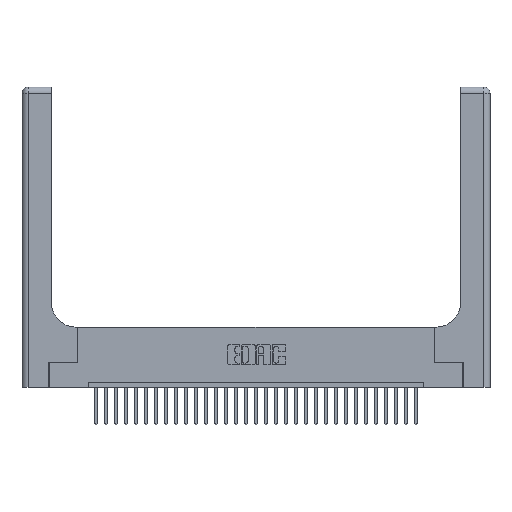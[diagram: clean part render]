
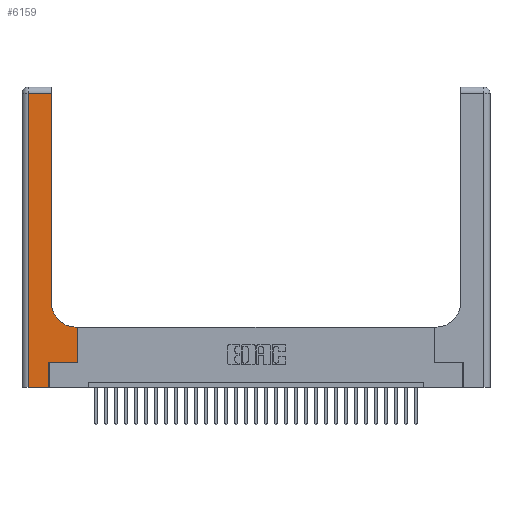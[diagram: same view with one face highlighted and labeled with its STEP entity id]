
A CAD part, top view. The second image highlights one B-rep face of the part: STEP entity #6159.
In plain terms, the highlighted planar face has unit normal (0, 0, 1).
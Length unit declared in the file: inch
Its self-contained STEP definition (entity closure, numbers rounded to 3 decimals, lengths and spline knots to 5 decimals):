
#465 = PLANE ( 'NONE',  #26574 ) ;
#585 = VERTEX_POINT ( 'NONE', #17701 ) ;
#829 = VERTEX_POINT ( 'NONE', #25696 ) ;
#1324 = CARTESIAN_POINT ( 'NONE',  ( 0., 2.94, 0.37 ) ) ;
#1424 = DIRECTION ( 'NONE',  ( 1., 0., 0. ) ) ;
#2451 = ORIENTED_EDGE ( 'NONE', *, *, #14505, .T. ) ;
#2455 = CARTESIAN_POINT ( 'NONE',  ( 0.269, 0., 0.37 ) ) ;
#3134 = VERTEX_POINT ( 'NONE', #22872 ) ;
#3703 = CARTESIAN_POINT ( 'NONE',  ( 0.269, 0., 0.37 ) ) ;
#3980 = DIRECTION ( 'NONE',  ( 0., 0., -1. ) ) ;
#4880 = CARTESIAN_POINT ( 'NONE',  ( 0.2915, 3., 0.37 ) ) ;
#5196 = VERTEX_POINT ( 'NONE', #7217 ) ;
#5841 = VECTOR ( 'NONE', #19560, 39.37008 ) ;
#6159 = ADVANCED_FACE ( 'NONE', ( #23800 ), #465, .F. ) ;
#6337 = EDGE_CURVE ( 'NONE', #5196, #28027, #15467, .T. ) ;
#7181 = CARTESIAN_POINT ( 'NONE',  ( 0.5585, 0.25, 0.37 ) ) ;
#7217 = CARTESIAN_POINT ( 'NONE',  ( 0.06, 2.94, 0.37 ) ) ;
#7736 = VERTEX_POINT ( 'NONE', #11698 ) ;
#8238 = CARTESIAN_POINT ( 'NONE',  ( 0., 0., 0.37 ) ) ;
#8964 = DIRECTION ( 'NONE',  ( 1., 0., 0. ) ) ;
#9419 = EDGE_CURVE ( 'NONE', #7736, #3134, #27743, .T. ) ;
#9504 = DIRECTION ( 'NONE',  ( 0., 1., 0. ) ) ;
#9511 = VECTOR ( 'NONE', #8964, 39.37008 ) ;
#9527 = CARTESIAN_POINT ( 'NONE',  ( 0.2915, 0.6, 0.37 ) ) ;
#10444 = ORIENTED_EDGE ( 'NONE', *, *, #29649, .T. ) ;
#11122 = LINE ( 'NONE', #2455, #16784 ) ;
#11358 = EDGE_CURVE ( 'NONE', #28027, #22908, #30228, .T. ) ;
#11380 = CIRCLE ( 'NONE', #27088, 0.25 ) ;
#11404 = EDGE_CURVE ( 'NONE', #3134, #585, #11380, .T. ) ;
#11656 = LINE ( 'NONE', #14288, #26028 ) ;
#11698 = CARTESIAN_POINT ( 'NONE',  ( 0.5585, 0.6, 0.37 ) ) ;
#12401 = LINE ( 'NONE', #7181, #28256 ) ;
#12717 = ORIENTED_EDGE ( 'NONE', *, *, #6337, .T. ) ;
#13700 = LINE ( 'NONE', #1324, #14842 ) ;
#13780 = CARTESIAN_POINT ( 'NONE',  ( 0.5415, 0.85, 0.37 ) ) ;
#14288 = CARTESIAN_POINT ( 'NONE',  ( 0.269, 0.25, 0.37 ) ) ;
#14372 = CARTESIAN_POINT ( 'NONE',  ( 0.06, 0., 0.37 ) ) ;
#14505 = EDGE_CURVE ( 'NONE', #24613, #829, #11656, .T. ) ;
#14842 = VECTOR ( 'NONE', #20591, 39.37008 ) ;
#15082 = VECTOR ( 'NONE', #17120, 39.37008 ) ;
#15467 = LINE ( 'NONE', #17012, #15082 ) ;
#15821 = ORIENTED_EDGE ( 'NONE', *, *, #11358, .T. ) ;
#16043 = ORIENTED_EDGE ( 'NONE', *, *, #11404, .T. ) ;
#16784 = VECTOR ( 'NONE', #26808, 39.37008 ) ;
#16804 = DIRECTION ( 'NONE',  ( 1., 0., 0. ) ) ;
#17012 = CARTESIAN_POINT ( 'NONE',  ( 0.06, 3., 0.37 ) ) ;
#17120 = DIRECTION ( 'NONE',  ( 0., -1., 0. ) ) ;
#17124 = CARTESIAN_POINT ( 'NONE',  ( 0.269, 0.25, 0.37 ) ) ;
#17580 = VECTOR ( 'NONE', #28903, 39.37008 ) ;
#17701 = CARTESIAN_POINT ( 'NONE',  ( 0.2915, 0.85, 0.37 ) ) ;
#19292 = DIRECTION ( 'NONE',  ( 0., 0., -1. ) ) ;
#19560 = DIRECTION ( 'NONE',  ( 0., 1., 0. ) ) ;
#20591 = DIRECTION ( 'NONE',  ( -1., 0., 0. ) ) ;
#21741 = ORIENTED_EDGE ( 'NONE', *, *, #29897, .T. ) ;
#22098 = EDGE_LOOP ( 'NONE', ( #10444, #21741, #12717, #15821, #29528, #2451, #29727, #25297, #16043 ) ) ;
#22872 = CARTESIAN_POINT ( 'NONE',  ( 0.5415, 0.6, 0.37 ) ) ;
#22908 = VERTEX_POINT ( 'NONE', #3703 ) ;
#23800 = FACE_OUTER_BOUND ( 'NONE', #22098, .T. ) ;
#24551 = DIRECTION ( 'NONE',  ( -1., 0., 0. ) ) ;
#24613 = VERTEX_POINT ( 'NONE', #17124 ) ;
#24681 = LINE ( 'NONE', #4880, #5841 ) ;
#25297 = ORIENTED_EDGE ( 'NONE', *, *, #9419, .T. ) ;
#25696 = CARTESIAN_POINT ( 'NONE',  ( 0.5585, 0.25, 0.37 ) ) ;
#26028 = VECTOR ( 'NONE', #16804, 39.37008 ) ;
#26574 = AXIS2_PLACEMENT_3D ( 'NONE', #29173, #19292, #24551 ) ;
#26808 = DIRECTION ( 'NONE',  ( 0., 1., 0. ) ) ;
#26942 = EDGE_CURVE ( 'NONE', #829, #7736, #12401, .T. ) ;
#27088 = AXIS2_PLACEMENT_3D ( 'NONE', #13780, #3980, #1424 ) ;
#27709 = CARTESIAN_POINT ( 'NONE',  ( 0.2915, 2.94, 0.37 ) ) ;
#27743 = LINE ( 'NONE', #9527, #17580 ) ;
#28027 = VERTEX_POINT ( 'NONE', #14372 ) ;
#28256 = VECTOR ( 'NONE', #9504, 39.37008 ) ;
#28903 = DIRECTION ( 'NONE',  ( -1., 0., 0. ) ) ;
#29087 = EDGE_CURVE ( 'NONE', #22908, #24613, #11122, .T. ) ;
#29173 = CARTESIAN_POINT ( 'NONE',  ( 0., 3., 0.37 ) ) ;
#29528 = ORIENTED_EDGE ( 'NONE', *, *, #29087, .T. ) ;
#29649 = EDGE_CURVE ( 'NONE', #585, #29878, #24681, .T. ) ;
#29727 = ORIENTED_EDGE ( 'NONE', *, *, #26942, .T. ) ;
#29878 = VERTEX_POINT ( 'NONE', #27709 ) ;
#29897 = EDGE_CURVE ( 'NONE', #29878, #5196, #13700, .T. ) ;
#30228 = LINE ( 'NONE', #8238, #9511 ) ;
